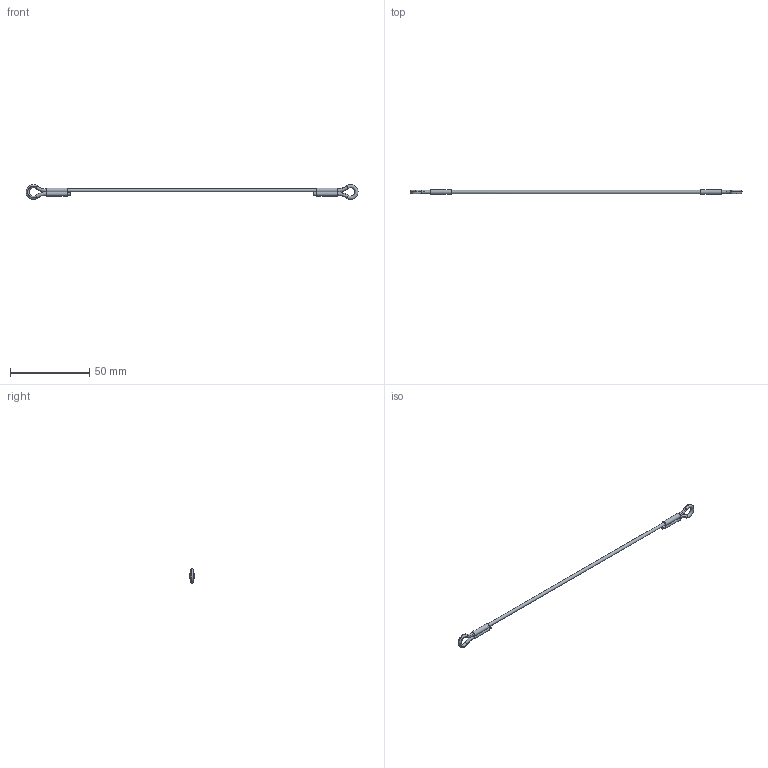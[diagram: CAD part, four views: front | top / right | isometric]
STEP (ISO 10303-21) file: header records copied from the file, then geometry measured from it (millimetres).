
FILE_DESCRIPTION((''),'2;1');
FILE_NAME('','2006-02-22T16:47:40',(''),(''),'','CADfix','');
FILE_SCHEMA(('AUTOMOTIVE_DESIGN'));
Length unit declared in the file: millimetre
Products named in the file (3): joint; wire; TM_173_D4_28543_36
Assembly tree (3 placements, depth 2):
  TM_173_D4_28543_36
    joint  x2
    wire
Bounding box: 209.2 x 3 x 9.2 mm (x, y, z)
Volume: 1014.7 mm3; surface area: 2382.9 mm2
Topology: 3 solids, 3 shells, 40 faces, 144 edges, 110 vertices
Faces by surface type: bspline 40
Entity records: 2085 total; most frequent: CARTESIAN_POINT 1365, ORIENTED_EDGE 224, EDGE_CURVE 112, B_SPLINE_CURVE_WITH_KNOTS 98, VERTEX_POINT 86, EDGE_LOOP 32, FACE_OUTER_BOUND 30, ADVANCED_FACE 30
